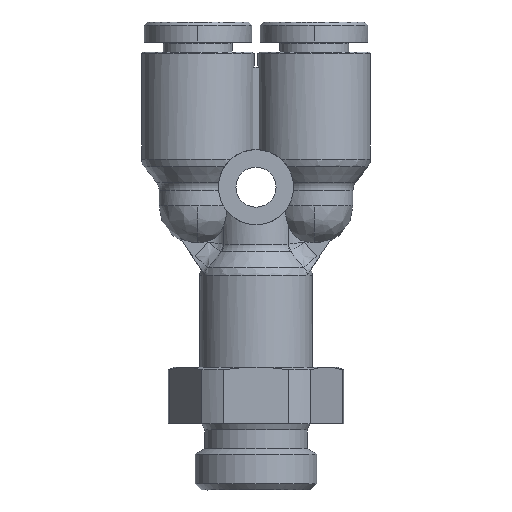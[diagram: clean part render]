
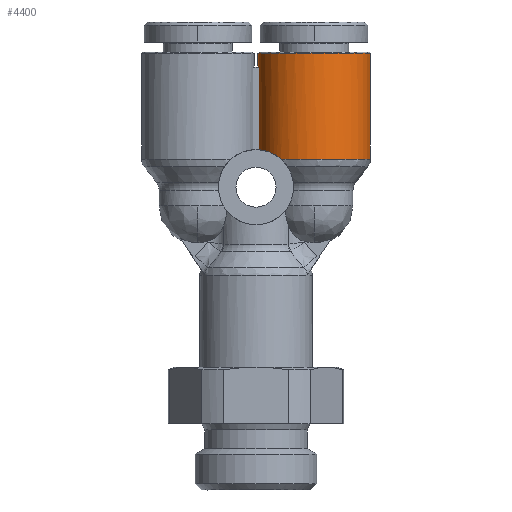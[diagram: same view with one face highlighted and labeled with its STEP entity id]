
A CAD part, front view. The second image highlights one B-rep face of the part: STEP entity #4400.
In plain terms, the highlighted cylindrical face has radius 4.5 mm (diameter 9 mm), a partial arc.
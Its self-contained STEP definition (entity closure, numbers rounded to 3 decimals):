
#178 = CARTESIAN_POINT ( 'NONE',  ( 1.95, -1., -4.913 ) ) ;
#342 = CIRCLE ( 'NONE', #12970, 4.5 ) ;
#455 = VECTOR ( 'NONE', #34243, 1000. ) ;
#903 = VERTEX_POINT ( 'NONE', #30771 ) ;
#1734 = EDGE_CURVE ( 'NONE', #11606, #2727, #342, .T. ) ;
#2064 = CARTESIAN_POINT ( 'NONE',  ( 5.8, -1., -4.913 ) ) ;
#2119 = EDGE_CURVE ( 'NONE', #7883, #16776, #27890, .T. ) ;
#2727 = VERTEX_POINT ( 'NONE', #30332 ) ;
#3283 = ORIENTED_EDGE ( 'NONE', *, *, #26245, .T. ) ;
#3705 = CARTESIAN_POINT ( 'NONE',  ( -0.895, -2.291, -5.417 ) ) ;
#4400 = ADVANCED_FACE ( 'NONE', ( #7359 ), #15787, .T. ) ;
#6415 = CARTESIAN_POINT ( 'NONE',  ( -1.064, -2.957, -5.898 ) ) ;
#7114 = CARTESIAN_POINT ( 'NONE',  ( 1.95, 0., -4.8 ) ) ;
#7122 = LINE ( 'NONE', #178, #30901 ) ;
#7359 = FACE_OUTER_BOUND ( 'NONE', #14471, .T. ) ;
#7463 = CARTESIAN_POINT ( 'NONE',  ( -1.557, 0., -13.8 ) ) ;
#7883 = VERTEX_POINT ( 'NONE', #10771 ) ;
#8266 = EDGE_CURVE ( 'NONE', #11664, #7883, #28144, .T. ) ;
#8764 = AXIS2_PLACEMENT_3D ( 'NONE', #10528, #18712, #18476 ) ;
#9168 = CARTESIAN_POINT ( 'NONE',  ( -1.263, -3.333, -6.265 ) ) ;
#10528 = CARTESIAN_POINT ( 'NONE',  ( 1.95, 0., -9.3 ) ) ;
#10771 = CARTESIAN_POINT ( 'NONE',  ( -1.557, -3.631, -6.642 ) ) ;
#11606 = VERTEX_POINT ( 'NONE', #27986 ) ;
#11664 = VERTEX_POINT ( 'NONE', #25941 ) ;
#11741 = DIRECTION ( 'NONE',  ( 1., 0., 0. ) ) ;
#11830 = CARTESIAN_POINT ( 'NONE',  ( -0.995, -2.748, -5.726 ) ) ;
#12381 = EDGE_CURVE ( 'NONE', #903, #2727, #22088, .T. ) ;
#12970 = AXIS2_PLACEMENT_3D ( 'NONE', #13722, #16333, #19199 ) ;
#13158 = AXIS2_PLACEMENT_3D ( 'NONE', #24948, #11741, #27808 ) ;
#13722 = CARTESIAN_POINT ( 'NONE',  ( 6.9, 0., -9.3 ) ) ;
#14201 = CARTESIAN_POINT ( 'NONE',  ( -0.812, -1., -4.913 ) ) ;
#14310 = CARTESIAN_POINT ( 'NONE',  ( -1.557, -3.631, -6.642 ) ) ;
#14424 = CARTESIAN_POINT ( 'NONE',  ( -0.817, -1.274, -4.975 ) ) ;
#14471 = EDGE_LOOP ( 'NONE', ( #27429, #32580, #3283, #21543, #31814, #24861, #25757 ) ) ;
#15787 = CYLINDRICAL_SURFACE ( 'NONE', #8764, 4.5 ) ;
#16203 = VERTEX_POINT ( 'NONE', #2064 ) ;
#16286 = DIRECTION ( 'NONE',  ( 1., 0., 0. ) ) ;
#16333 = DIRECTION ( 'NONE',  ( -1., 0., 0. ) ) ;
#16776 = VERTEX_POINT ( 'NONE', #7463 ) ;
#16932 = CARTESIAN_POINT ( 'NONE',  ( -0.865, -2.045, -5.282 ) ) ;
#18236 = AXIS2_PLACEMENT_3D ( 'NONE', #35083, #16286, #24275 ) ;
#18350 = EDGE_CURVE ( 'NONE', #903, #16203, #27227, .T. ) ;
#18476 = DIRECTION ( 'NONE',  ( 0., 0., -1. ) ) ;
#18712 = DIRECTION ( 'NONE',  ( 1., 0., 0. ) ) ;
#19199 = DIRECTION ( 'NONE',  ( 0., 0., -1. ) ) ;
#19932 = CARTESIAN_POINT ( 'NONE',  ( -0.826, -1.538, -5.062 ) ) ;
#21543 = ORIENTED_EDGE ( 'NONE', *, *, #8266, .T. ) ;
#22088 = LINE ( 'NONE', #7114, #455 ) ;
#24275 = DIRECTION ( 'NONE',  ( 0., 0., -1. ) ) ;
#24861 = ORIENTED_EDGE ( 'NONE', *, *, #33716, .T. ) ;
#24948 = CARTESIAN_POINT ( 'NONE',  ( 5.8, 0., -9.3 ) ) ;
#25757 = ORIENTED_EDGE ( 'NONE', *, *, #1734, .T. ) ;
#25941 = CARTESIAN_POINT ( 'NONE',  ( -0.812, -1., -4.913 ) ) ;
#26245 = EDGE_CURVE ( 'NONE', #16203, #11664, #7122, .T. ) ;
#27166 = VECTOR ( 'NONE', #30043, 1000. ) ;
#27200 = CARTESIAN_POINT ( 'NONE',  ( 1.95, 0., -13.8 ) ) ;
#27227 = CIRCLE ( 'NONE', #13158, 4.5 ) ;
#27429 = ORIENTED_EDGE ( 'NONE', *, *, #12381, .F. ) ;
#27808 = DIRECTION ( 'NONE',  ( 0., 0., -1. ) ) ;
#27890 = CIRCLE ( 'NONE', #18236, 4.5 ) ;
#27986 = CARTESIAN_POINT ( 'NONE',  ( 6.9, 0., -13.8 ) ) ;
#28144 = B_SPLINE_CURVE_WITH_KNOTS ( 'NONE', 3,
 ( #14201, #14424, #19932, #16932, #3705, #11830, #6415, #9168, #30874, #14310 ),
 .UNSPECIFIED., .F., .F.,
 ( 4, 2, 2, 2, 4 ),
 ( 0., 0.001, 0.002, 0.002, 0.003 ),
 .UNSPECIFIED. ) ;
#30043 = DIRECTION ( 'NONE',  ( 1., 0., 0. ) ) ;
#30332 = CARTESIAN_POINT ( 'NONE',  ( 6.9, 0., -4.8 ) ) ;
#30768 = DIRECTION ( 'NONE',  ( -1., 0., 0. ) ) ;
#30771 = CARTESIAN_POINT ( 'NONE',  ( 5.8, 0., -4.8 ) ) ;
#30874 = CARTESIAN_POINT ( 'NONE',  ( -1.392, -3.495, -6.457 ) ) ;
#30901 = VECTOR ( 'NONE', #30768, 1000. ) ;
#31814 = ORIENTED_EDGE ( 'NONE', *, *, #2119, .T. ) ;
#32580 = ORIENTED_EDGE ( 'NONE', *, *, #18350, .T. ) ;
#33716 = EDGE_CURVE ( 'NONE', #16776, #11606, #34350, .T. ) ;
#34243 = DIRECTION ( 'NONE',  ( 1., 0., 0. ) ) ;
#34350 = LINE ( 'NONE', #27200, #27166 ) ;
#35083 = CARTESIAN_POINT ( 'NONE',  ( -1.557, 0., -9.3 ) ) ;
